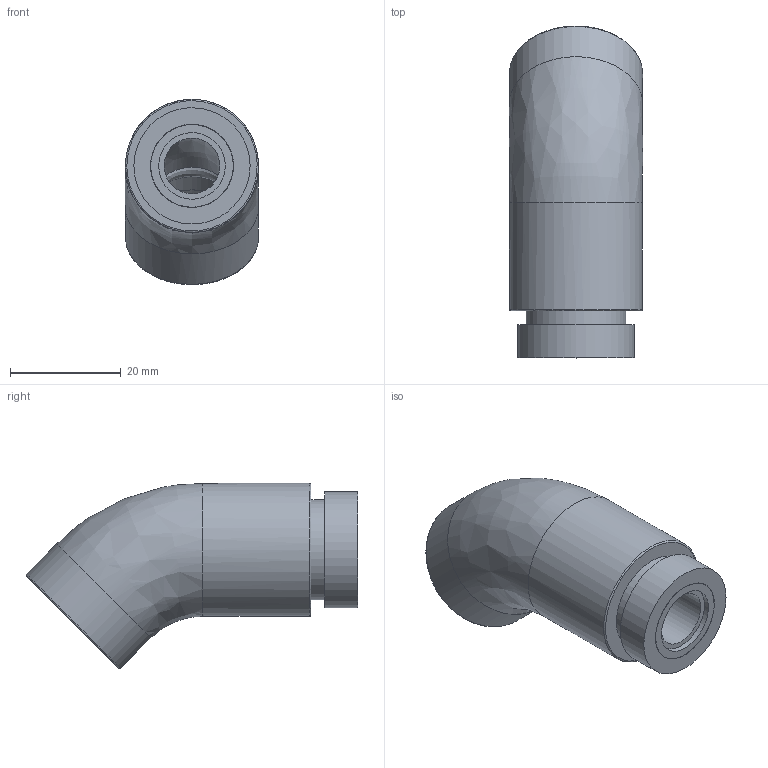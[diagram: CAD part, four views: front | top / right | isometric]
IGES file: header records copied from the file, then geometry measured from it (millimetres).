
Global section: file name: V783; native system: Autodesk Inventor 2018; preprocessor: unknown; author: rclarke; date: 20171003.151216; units: millimetre
Bounding box: 24 x 59.88 x 33.43 mm (x, y, z)
Volume: 16117 mm3; surface area: 9877.5 mm2
Topology: 3 solids, 3 shells, 36 faces, 94 edges, 72 vertices
Faces by surface type: bspline 36
